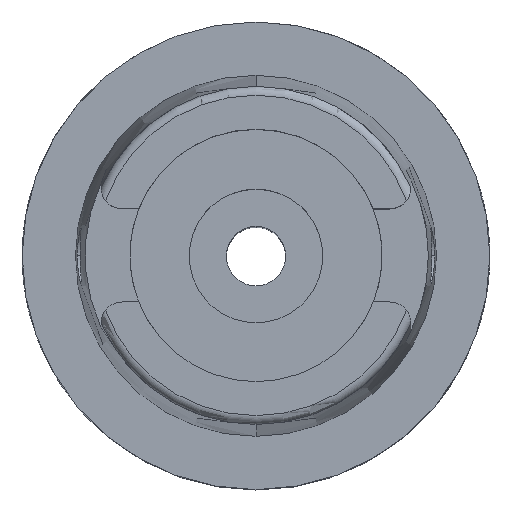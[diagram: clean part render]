
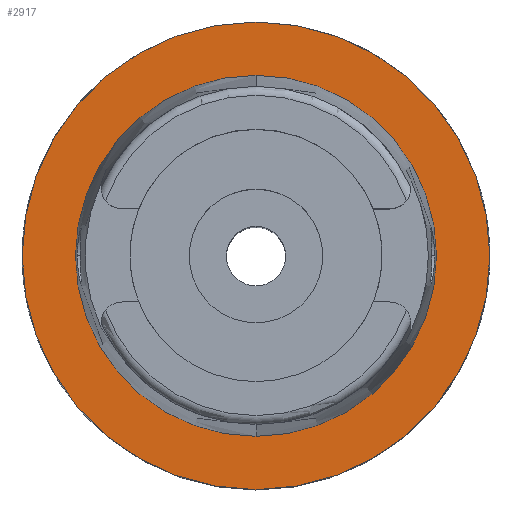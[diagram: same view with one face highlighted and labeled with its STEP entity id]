
A CAD part, top view. The second image highlights one B-rep face of the part: STEP entity #2917.
In plain terms, the highlighted planar face has unit normal (0, 0, 1).
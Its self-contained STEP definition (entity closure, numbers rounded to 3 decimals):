
#614=CARTESIAN_POINT('',(0.,0.,0.));
#615=DIRECTION('',(0.,0.,-1.));
#616=DIRECTION('',(0.,-1.,0.));
#617=AXIS2_PLACEMENT_3D('',#614,#615,#616);
#622=CARTESIAN_POINT('',(0.,0.,0.));
#623=DIRECTION('',(0.,0.,-1.));
#624=DIRECTION('',(0.,1.,0.));
#625=AXIS2_PLACEMENT_3D('',#622,#623,#624);
#630=CARTESIAN_POINT('',(0.,0.,0.));
#631=DIRECTION('',(0.,0.,1.));
#632=DIRECTION('',(0.,-1.,0.));
#633=AXIS2_PLACEMENT_3D('',#630,#631,#632);
#638=CARTESIAN_POINT('',(0.,0.,0.));
#639=DIRECTION('',(0.,0.,1.));
#640=DIRECTION('',(0.,1.,0.));
#641=AXIS2_PLACEMENT_3D('',#638,#639,#640);
#2269=CARTESIAN_POINT('',(0.,-24.315,0.));
#2270=VERTEX_POINT('',#2269);
#2271=CARTESIAN_POINT('',(0.,24.315,0.));
#2272=VERTEX_POINT('',#2271);
#2531=CARTESIAN_POINT('',(0.,31.5,0.));
#2532=VERTEX_POINT('',#2531);
#2533=CARTESIAN_POINT('',(0.,-31.5,0.));
#2534=VERTEX_POINT('',#2533);
#2902=CARTESIAN_POINT('',(0.,0.,0.));
#2903=DIRECTION('',(0.,0.,1.));
#2904=DIRECTION('',(0.,1.,0.));
#2905=AXIS2_PLACEMENT_3D('',#2902,#2903,#2904);
#2906=PLANE('',#2905);
#2908=ORIENTED_EDGE('',*,*,#2907,.T.);
#2910=ORIENTED_EDGE('',*,*,#2909,.T.);
#2911=EDGE_LOOP('',(#2908,#2910));
#2912=FACE_OUTER_BOUND('',#2911,.F.);
#2913=ORIENTED_EDGE('',*,*,#2860,.T.);
#2914=ORIENTED_EDGE('',*,*,#2653,.T.);
#2915=EDGE_LOOP('',(#2913,#2914));
#2916=FACE_BOUND('',#2915,.F.);
#618=CIRCLE('',#617,31.5);
#626=CIRCLE('',#625,31.5);
#634=CIRCLE('',#633,24.315);
#642=CIRCLE('',#641,24.315);
#2653=EDGE_CURVE('',#2272,#2270,#642,.T.);
#2860=EDGE_CURVE('',#2270,#2272,#634,.T.);
#2907=EDGE_CURVE('',#2534,#2532,#618,.T.);
#2909=EDGE_CURVE('',#2532,#2534,#626,.T.);
#2917=ADVANCED_FACE('',(#2912,#2916),#2906,.T.);
